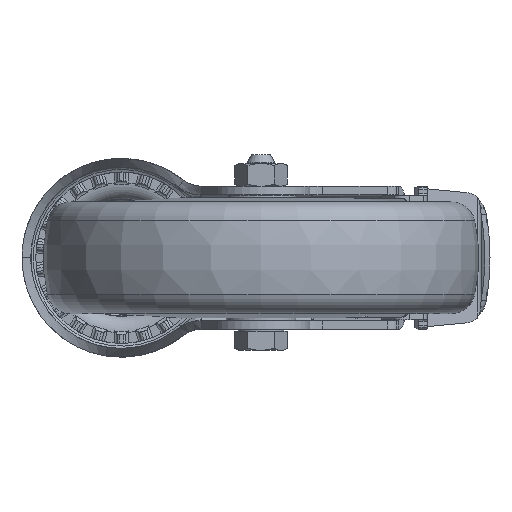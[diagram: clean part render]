
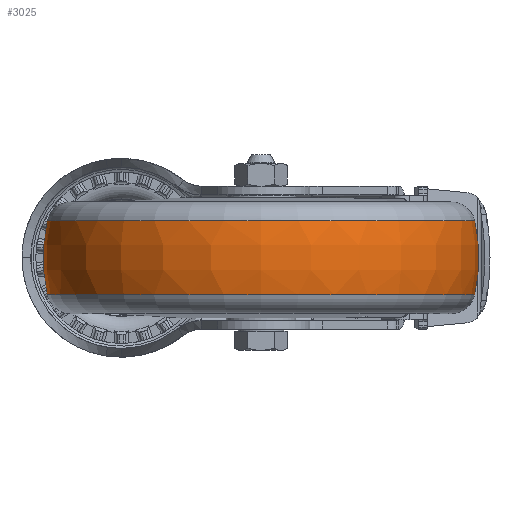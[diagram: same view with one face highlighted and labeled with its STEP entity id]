
A CAD part, front view. The second image highlights one B-rep face of the part: STEP entity #3025.
In plain terms, the highlighted toroidal (fillet/blend) face has major radius 17.5 mm and minor radius 45 mm.
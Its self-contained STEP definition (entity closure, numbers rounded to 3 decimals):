
#3025=ADVANCED_FACE('',(#6097,#6098),#6099,.T.);
#6097=FACE_BOUND('',#58216,.T.);
#6098=FACE_BOUND('',#58217,.T.);
#6099=TOROIDAL_SURFACE('',#58218,17.5,45.);
#58216=EDGE_LOOP('',(#66894));
#58217=EDGE_LOOP('',(#66895));
#58218=AXIS2_PLACEMENT_3D('',#66896,#66897,#66898);
#66894=ORIENTED_EDGE('',*,*,#70493,.T.);
#66895=ORIENTED_EDGE('',*,*,#70495,.F.);
#66896=CARTESIAN_POINT('',(40.,-95.5,0.));
#66897=DIRECTION('',(0.,0.,-1.0));
#66898=DIRECTION('',(0.0,1.0,0.));
#70493=EDGE_CURVE('',#75688,#75688,#75689,.T.);
#70495=EDGE_CURVE('',#75691,#75691,#75692,.T.);
#75688=VERTEX_POINT('',#90223);
#75689=CIRCLE('',#90224,61.22);
#75691=VERTEX_POINT('',#90226);
#75692=CIRCLE('',#90227,61.22);
#90223=CARTESIAN_POINT('',(40.,-156.72,10.658));
#90224=AXIS2_PLACEMENT_3D('',#93558,#93559,#93560);
#90226=CARTESIAN_POINT('',(40.,-156.72,-10.658));
#90227=AXIS2_PLACEMENT_3D('',#93561,#93562,#93563);
#93558=CARTESIAN_POINT('',(40.,-95.5,10.658));
#93559=DIRECTION('',(0.,0.,-1.0));
#93560=DIRECTION('',(0.,-1.0,0.));
#93561=CARTESIAN_POINT('',(40.,-95.5,-10.658));
#93562=DIRECTION('',(0.,0.,-1.0));
#93563=DIRECTION('',(0.,-1.0,0.));
